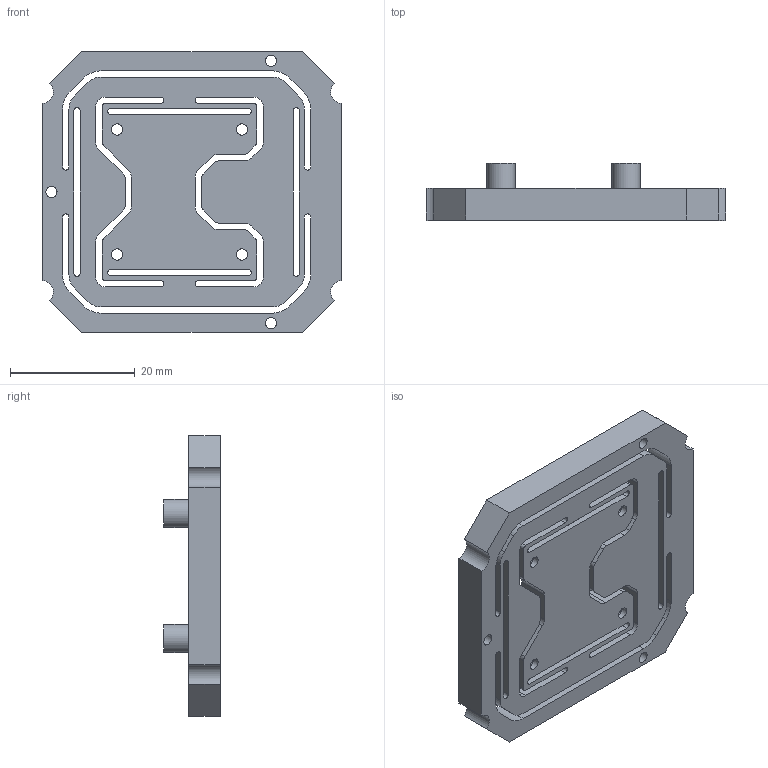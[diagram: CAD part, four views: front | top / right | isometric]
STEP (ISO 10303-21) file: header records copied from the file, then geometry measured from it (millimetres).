
FILE_DESCRIPTION(/* description */ ('OpenIRV project pixel shift XY-stage part v0.1.0'),/* implementation_level */ '2;1');
FILE_NAME(/* name */ 'pixelshift_stage.stp',/* time_stamp */ '2020-11-22T14:23:27+03:00',/* author */ ('Vaagn Oganesyan'),/* organization */ ('-'),/* preprocessor_version */ 'ST-DEVELOPER v18',/* originating_system */ 'Autodesk Inventor 2020',/* authorisation */ '');
FILE_SCHEMA (('AUTOMOTIVE_DESIGN { 1 0 10303 214 3 1 1 }'));
Length unit declared in the file: millimetre
Products named in the file (1): bottom
Bounding box: 47.9 x 9.1 x 44.9 mm (x, y, z)
Volume: 8049.8 mm3; surface area: 8990.1 mm2
Topology: 5 solids, 5 shells, 205 faces, 573 edges, 382 vertices
Faces by surface type: plane 118, cylinder 87
Full cylindrical faces by diameter (mm): 1.8 x11, 4.5 x8
Entity records: 6728 total; most frequent: CARTESIAN_POINT 1161, DIRECTION 1159, ORIENTED_EDGE 1146, EDGE_CURVE 573, LINE 399, VECTOR 399, VERTEX_POINT 382, AXIS2_PLACEMENT_3D 380
